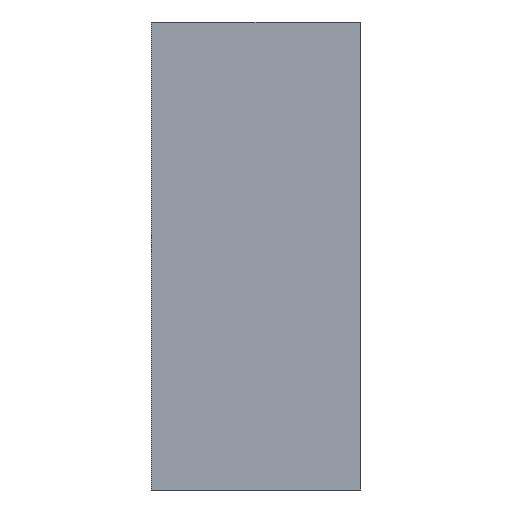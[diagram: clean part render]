
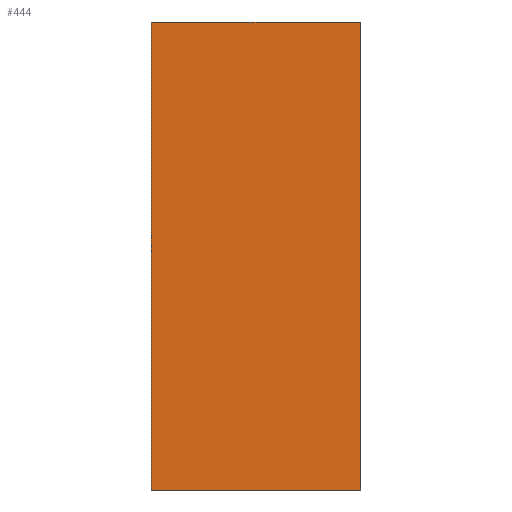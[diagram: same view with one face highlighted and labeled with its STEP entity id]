
A CAD part, front view. The second image highlights one B-rep face of the part: STEP entity #444.
In plain terms, the highlighted planar face has unit normal (0, -1, 0).
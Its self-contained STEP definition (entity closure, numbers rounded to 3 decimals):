
#5 = ORIENTED_EDGE ( 'NONE', *, *, #405, .F. ) ;
#6 = LINE ( 'NONE', #257, #57 ) ;
#9 = LINE ( 'NONE', #178, #33 ) ;
#16 = VECTOR ( 'NONE', #287, 1000. ) ;
#33 = VECTOR ( 'NONE', #174, 1000. ) ;
#36 = VECTOR ( 'NONE', #204, 1000. ) ;
#43 = VECTOR ( 'NONE', #252, 1000. ) ;
#46 = LINE ( 'NONE', #220, #36 ) ;
#57 = VECTOR ( 'NONE', #136, 1000. ) ;
#71 = VECTOR ( 'NONE', #350, 1000. ) ;
#73 = LINE ( 'NONE', #380, #71 ) ;
#74 = ORIENTED_EDGE ( 'NONE', *, *, #347, .F. ) ;
#121 = CARTESIAN_POINT ( 'NONE',  ( 17.65, 0., -28.308 ) ) ;
#126 = CARTESIAN_POINT ( 'NONE',  ( 21.35, 0., -28.308 ) ) ;
#136 = DIRECTION ( 'NONE',  ( 1., 0., 0. ) ) ;
#141 = VERTEX_POINT ( 'NONE', #121 ) ;
#144 = ORIENTED_EDGE ( 'NONE', *, *, #446, .F. ) ;
#157 = CARTESIAN_POINT ( 'NONE',  ( 62.15, 0., -3.35 ) ) ;
#162 = DIRECTION ( 'NONE',  ( 0., 0., 1. ) ) ;
#174 = DIRECTION ( 'NONE',  ( 0., 0., -1. ) ) ;
#178 = CARTESIAN_POINT ( 'NONE',  ( 21.35, 0., -3.35 ) ) ;
#184 = DIRECTION ( 'NONE',  ( 0., 1., 0. ) ) ;
#194 = PLANE ( 'NONE',  #451 ) ;
#204 = DIRECTION ( 'NONE',  ( 1., 0., 0. ) ) ;
#220 = CARTESIAN_POINT ( 'NONE',  ( 62.15, 0., -28.308 ) ) ;
#221 = ORIENTED_EDGE ( 'NONE', *, *, #426, .F. ) ;
#226 = VERTEX_POINT ( 'NONE', #407 ) ;
#229 = EDGE_LOOP ( 'NONE', ( #459, #399, #144, #74, #221, #5 ) ) ;
#243 = VERTEX_POINT ( 'NONE', #385 ) ;
#244 = VERTEX_POINT ( 'NONE', #411 ) ;
#248 = VERTEX_POINT ( 'NONE', #126 ) ;
#252 = DIRECTION ( 'NONE',  ( 0., 0., 1. ) ) ;
#256 = FACE_OUTER_BOUND ( 'NONE', #229, .T. ) ;
#257 = CARTESIAN_POINT ( 'NONE',  ( 21.35, 0., -28.308 ) ) ;
#259 = CARTESIAN_POINT ( 'NONE',  ( 16.95, 0., -3.35 ) ) ;
#262 = CARTESIAN_POINT ( 'NONE',  ( 16.95, 0., -38.15 ) ) ;
#287 = DIRECTION ( 'NONE',  ( -1., 0., 0. ) ) ;
#347 = EDGE_CURVE ( 'NONE', #226, #248, #73, .T. ) ;
#350 = DIRECTION ( 'NONE',  ( 1., 0., 0. ) ) ;
#356 = CARTESIAN_POINT ( 'NONE',  ( 62.15, 0., -38.15 ) ) ;
#363 = EDGE_CURVE ( 'NONE', #244, #398, #452, .T. ) ;
#380 = CARTESIAN_POINT ( 'NONE',  ( 21.35, 0., -28.308 ) ) ;
#385 = CARTESIAN_POINT ( 'NONE',  ( 16.95, 0., -28.308 ) ) ;
#398 = VERTEX_POINT ( 'NONE', #262 ) ;
#399 = ORIENTED_EDGE ( 'NONE', *, *, #363, .F. ) ;
#405 = EDGE_CURVE ( 'NONE', #243, #141, #6, .T. ) ;
#407 = CARTESIAN_POINT ( 'NONE',  ( 20.65, 0., -28.308 ) ) ;
#411 = CARTESIAN_POINT ( 'NONE',  ( 21.35, 0., -38.15 ) ) ;
#418 = LINE ( 'NONE', #259, #43 ) ;
#421 = EDGE_CURVE ( 'NONE', #398, #243, #418, .T. ) ;
#426 = EDGE_CURVE ( 'NONE', #141, #226, #46, .T. ) ;
#444 = ADVANCED_FACE ( 'NONE', ( #256 ), #194, .F. ) ;
#446 = EDGE_CURVE ( 'NONE', #248, #244, #9, .T. ) ;
#451 = AXIS2_PLACEMENT_3D ( 'NONE', #157, #184, #162 ) ;
#452 = LINE ( 'NONE', #356, #16 ) ;
#459 = ORIENTED_EDGE ( 'NONE', *, *, #421, .F. ) ;
